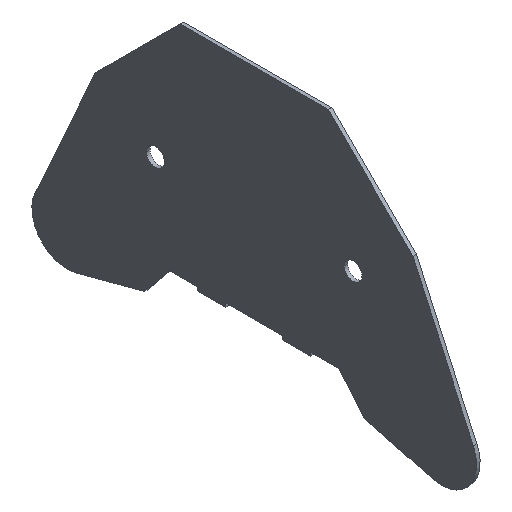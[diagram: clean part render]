
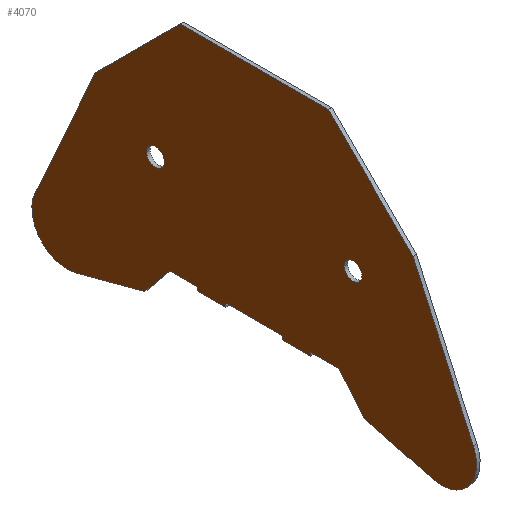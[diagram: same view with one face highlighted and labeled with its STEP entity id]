
A CAD part, isometric view. The second image highlights one B-rep face of the part: STEP entity #4070.
In plain terms, the highlighted planar face has unit normal (-1, 0, 0).
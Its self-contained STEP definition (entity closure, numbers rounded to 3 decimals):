
#2080=CARTESIAN_POINT('',(-0.5,15.925,2.68));
#2090=DIRECTION('',(-1.,0.,0.));
#2100=DIRECTION('',(0.,-1.,0.));
#2110=AXIS2_PLACEMENT_3D('',#2080,#2090,#2100);
#2120=PLANE('',#2110);
#2130=CARTESIAN_POINT('',(-0.5,56.763,
-7.573));
#2140=DIRECTION('',(-1.,0.,0.));
#2150=DIRECTION('',(0.,-1.,0.));
#2160=AXIS2_PLACEMENT_3D('',#2130,#2140,#2150);
#2170=CIRCLE('',#2160,1.25);
#2180=CARTESIAN_POINT('',(-0.5,55.513,
-7.573));
#2190=VERTEX_POINT('',#2180);
#2200=CARTESIAN_POINT('',(-0.5,58.013,
-7.573));
#2210=VERTEX_POINT('',#2200);
#2220=EDGE_CURVE('',#2190,#2210,#2170,.T.);
#2230=ORIENTED_EDGE('',*,*,#2220,.F.);
#2240=EDGE_CURVE('',#2210,#2190,#2170,.T.);
#2250=ORIENTED_EDGE('',*,*,#2240,.F.);
#2260=EDGE_LOOP('',(#2250,#2230));
#2270=FACE_BOUND('',#2260,.T.);
#2280=CARTESIAN_POINT('',(-0.5,84.763,
-7.573));
#2290=DIRECTION('',(-1.,0.,0.));
#2300=DIRECTION('',(0.,-1.,0.));
#2310=AXIS2_PLACEMENT_3D('',#2280,#2290,#2300);
#2320=CIRCLE('',#2310,1.25);
#2330=CARTESIAN_POINT('',(-0.5,86.013,
-7.573));
#2340=VERTEX_POINT('',#2330);
#2350=CARTESIAN_POINT('',(-0.5,83.513,
-7.573));
#2360=VERTEX_POINT('',#2350);
#2370=EDGE_CURVE('',#2340,#2360,#2320,.T.);
#2380=ORIENTED_EDGE('',*,*,#2370,.F.);
#2390=EDGE_CURVE('',#2360,#2340,#2320,.T.);
#2400=ORIENTED_EDGE('',*,*,#2390,.F.);
#2410=EDGE_LOOP('',(#2400,#2380));
#2420=FACE_BOUND('',#2410,.T.);
#2430=CARTESIAN_POINT('',(-0.5,78.763,
-20.523));
#2440=DIRECTION('',(0.,1.,0.));
#2450=VECTOR('',#2440,1.);
#2460=LINE('',#2430,#2450);
#2470=CARTESIAN_POINT('',(-0.5,78.763,
-20.523));
#2480=VERTEX_POINT('',#2470);
#2490=CARTESIAN_POINT('',(-0.5,82.763,
-20.523));
#2500=VERTEX_POINT('',#2490);
#2510=EDGE_CURVE('',#2480,#2500,#2460,.T.);
#2520=ORIENTED_EDGE('',*,*,#2510,.F.);
#2530=CARTESIAN_POINT('',(-0.5,82.763,
-20.523));
#2540=DIRECTION('',(0.,0.631,
-0.776));
#2550=VECTOR('',#2540,1.);
#2560=LINE('',#2530,#2550);
#2570=CARTESIAN_POINT('',(-0.5,86.263,
-24.829));
#2580=VERTEX_POINT('',#2570);
#2590=EDGE_CURVE('',#2500,#2580,#2560,.T.);
#2600=ORIENTED_EDGE('',*,*,#2590,.F.);
#2610=CARTESIAN_POINT('',(-0.5,95.968,
-27.43));
#2620=DIRECTION('',(0.,-0.966,
0.259));
#2630=VECTOR('',#2620,1.);
#2640=LINE('',#2610,#2630);
#2650=CARTESIAN_POINT('',(-0.5,95.968,
-27.43));
#2660=VERTEX_POINT('',#2650);
#2670=EDGE_CURVE('',#2660,#2580,#2640,.T.);
#2680=ORIENTED_EDGE('',*,*,#2670,.T.);
#2690=CARTESIAN_POINT('',(-0.5,97.263,
-22.6));
#2700=DIRECTION('',(-1.,0.,0.));
#2710=DIRECTION('',(0.,-1.,0.));
#2720=AXIS2_PLACEMENT_3D('',#2690,#2700,#2710);
#2730=CIRCLE('',#2720,5.);
#2740=CARTESIAN_POINT('',(-0.5,101.822,
-20.549));
#2750=VERTEX_POINT('',#2740);
#2760=EDGE_CURVE('',#2750,#2660,#2730,.T.);
#2770=ORIENTED_EDGE('',*,*,#2760,.T.);
#2780=CARTESIAN_POINT('',(-0.5,93.413,
-1.857));
#2790=DIRECTION('',(0.,0.41,
-0.912));
#2800=VECTOR('',#2790,1.);
#2810=LINE('',#2780,#2800);
#2820=CARTESIAN_POINT('',(-0.5,93.263,
-1.523));
#2830=VERTEX_POINT('',#2820);
#2840=EDGE_CURVE('',#2830,#2750,#2810,.T.);
#2850=ORIENTED_EDGE('',*,*,#2840,.T.);
#2860=CARTESIAN_POINT('',(-0.5,93.003,
-1.263));
#2870=DIRECTION('',(0.,0.707,
-0.707));
#2880=VECTOR('',#2870,1.);
#2890=LINE('',#2860,#2880);
#2900=CARTESIAN_POINT('',(-0.5,81.263,
10.477));
#2910=VERTEX_POINT('',#2900);
#2920=EDGE_CURVE('',#2910,#2830,#2890,.T.);
#2930=ORIENTED_EDGE('',*,*,#2920,.T.);
#2940=CARTESIAN_POINT('',(-0.5,60.263,
10.477));
#2950=DIRECTION('',(0.,1.,0.));
#2960=VECTOR('',#2950,1.);
#2970=LINE('',#2940,#2960);
#2980=CARTESIAN_POINT('',(-0.5,60.263,
10.477));
#2990=VERTEX_POINT('',#2980);
#3000=EDGE_CURVE('',#2990,#2910,#2970,.T.);
#3010=ORIENTED_EDGE('',*,*,#3000,.T.);
#3020=CARTESIAN_POINT('',(-0.5,48.522,
-1.263));
#3030=DIRECTION('',(0.,0.707,
0.707));
#3040=VECTOR('',#3030,1.);
#3050=LINE('',#3020,#3040);
#3060=CARTESIAN_POINT('',(-0.5,48.263,
-1.523));
#3070=VERTEX_POINT('',#3060);
#3080=EDGE_CURVE('',#3070,#2990,#3050,.T.);
#3090=ORIENTED_EDGE('',*,*,#3080,.T.);
#3100=CARTESIAN_POINT('',(-0.5,48.112,
-1.857));
#3110=DIRECTION('',(0.,0.41,
0.912));
#3120=VECTOR('',#3110,1.);
#3130=LINE('',#3100,#3120);
#3140=CARTESIAN_POINT('',(-0.5,39.703,
-20.549));
#3150=VERTEX_POINT('',#3140);
#3160=EDGE_CURVE('',#3150,#3070,#3130,.T.);
#3170=ORIENTED_EDGE('',*,*,#3160,.T.);
#3180=CARTESIAN_POINT('',(-0.5,44.263,
-22.6));
#3190=DIRECTION('',(-1.,0.,0.));
#3200=DIRECTION('',(0.,-1.,0.));
#3210=AXIS2_PLACEMENT_3D('',#3180,#3190,#3200);
#3220=CIRCLE('',#3210,5.);
#3230=CARTESIAN_POINT('',(-0.5,45.557,
-27.43));
#3240=VERTEX_POINT('',#3230);
#3250=EDGE_CURVE('',#3240,#3150,#3220,.T.);
#3260=ORIENTED_EDGE('',*,*,#3250,.T.);
#3270=CARTESIAN_POINT('',(-0.5,55.263,
-24.829));
#3280=DIRECTION('',(0.,-0.966,
-0.259));
#3290=VECTOR('',#3280,1.);
#3300=LINE('',#3270,#3290);
#3310=CARTESIAN_POINT('',(-0.5,55.263,
-24.829));
#3320=VERTEX_POINT('',#3310);
#3330=EDGE_CURVE('',#3320,#3240,#3300,.T.);
#3340=ORIENTED_EDGE('',*,*,#3330,.T.);
#3350=CARTESIAN_POINT('',(-0.5,55.263,
-24.829));
#3360=DIRECTION('',(0.,0.631,
0.776));
#3370=VECTOR('',#3360,1.);
#3380=LINE('',#3350,#3370);
#3390=CARTESIAN_POINT('',(-0.5,58.763,
-20.523));
#3400=VERTEX_POINT('',#3390);
#3410=EDGE_CURVE('',#3320,#3400,#3380,.T.);
#3420=ORIENTED_EDGE('',*,*,#3410,.F.);
#3430=CARTESIAN_POINT('',(-0.5,58.763,
-20.523));
#3440=DIRECTION('',(0.,1.,0.));
#3450=VECTOR('',#3440,1.);
#3460=LINE('',#3430,#3450);
#3470=CARTESIAN_POINT('',(-0.5,62.763,
-20.523));
#3480=VERTEX_POINT('',#3470);
#3490=EDGE_CURVE('',#3400,#3480,#3460,.T.);
#3500=ORIENTED_EDGE('',*,*,#3490,.F.);
#3510=CARTESIAN_POINT('',(-0.5,62.763,
2.68));
#3520=DIRECTION('',(0.,0.,1.));
#3530=VECTOR('',#3520,1.);
#3540=LINE('',#3510,#3530);
#3550=CARTESIAN_POINT('',(-0.5,62.763,
-21.023));
#3560=VERTEX_POINT('',#3550);
#3570=EDGE_CURVE('',#3560,#3480,#3540,.T.);
#3580=ORIENTED_EDGE('',*,*,#3570,.T.);
#3590=CARTESIAN_POINT('',(-0.5,15.925,-21.023));
#3600=DIRECTION('',(0.,-1.,0.));
#3610=VECTOR('',#3600,1.);
#3620=LINE('',#3590,#3610);
#3630=CARTESIAN_POINT('',(-0.5,66.763,
-21.023));
#3640=VERTEX_POINT('',#3630);
#3650=EDGE_CURVE('',#3640,#3560,#3620,.T.);
#3660=ORIENTED_EDGE('',*,*,#3650,.T.);
#3670=CARTESIAN_POINT('',(-0.5,66.763,
2.68));
#3680=DIRECTION('',(0.,0.,1.));
#3690=VECTOR('',#3680,1.);
#3700=LINE('',#3670,#3690);
#3710=CARTESIAN_POINT('',(-0.5,66.763,
-20.523));
#3720=VERTEX_POINT('',#3710);
#3730=EDGE_CURVE('',#3640,#3720,#3700,.T.);
#3740=ORIENTED_EDGE('',*,*,#3730,.F.);
#3750=CARTESIAN_POINT('',(-0.5,66.763,
-20.523));
#3760=DIRECTION('',(0.,1.,0.));
#3770=VECTOR('',#3760,1.);
#3780=LINE('',#3750,#3770);
#3790=CARTESIAN_POINT('',(-0.5,74.763,
-20.523));
#3800=VERTEX_POINT('',#3790);
#3810=EDGE_CURVE('',#3720,#3800,#3780,.T.);
#3820=ORIENTED_EDGE('',*,*,#3810,.F.);
#3830=CARTESIAN_POINT('',(-0.5,74.763,
2.68));
#3840=DIRECTION('',(0.,0.,1.));
#3850=VECTOR('',#3840,1.);
#3860=LINE('',#3830,#3850);
#3870=CARTESIAN_POINT('',(-0.5,74.763,
-21.023));
#3880=VERTEX_POINT('',#3870);
#3890=EDGE_CURVE('',#3880,#3800,#3860,.T.);
#3900=ORIENTED_EDGE('',*,*,#3890,.T.);
#3910=CARTESIAN_POINT('',(-0.5,15.925,-21.023));
#3920=DIRECTION('',(0.,-1.,0.));
#3930=VECTOR('',#3920,1.);
#3940=LINE('',#3910,#3930);
#3950=CARTESIAN_POINT('',(-0.5,78.763,
-21.023));
#3960=VERTEX_POINT('',#3950);
#3970=EDGE_CURVE('',#3960,#3880,#3940,.T.);
#3980=ORIENTED_EDGE('',*,*,#3970,.T.);
#3990=CARTESIAN_POINT('',(-0.5,78.763,
2.68));
#4000=DIRECTION('',(0.,0.,1.));
#4010=VECTOR('',#4000,1.);
#4020=LINE('',#3990,#4010);
#4030=EDGE_CURVE('',#3960,#2480,#4020,.T.);
#4040=ORIENTED_EDGE('',*,*,#4030,.F.);
#4050=EDGE_LOOP('',(#4040,#3980,#3900,#3820,#3740,#3660,#3580,#3500,
#3420,#3340,#3260,#3170,#3090,#3010,#2930,#2850,#2770,#2680,#2600,#2520)
);
#4060=FACE_OUTER_BOUND('',#4050,.T.);
#4070=ADVANCED_FACE('',(#2270,#2420,#4060),#2120,.T.);
